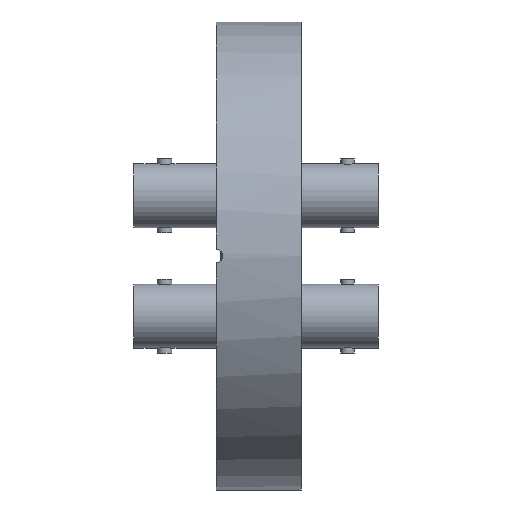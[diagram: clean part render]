
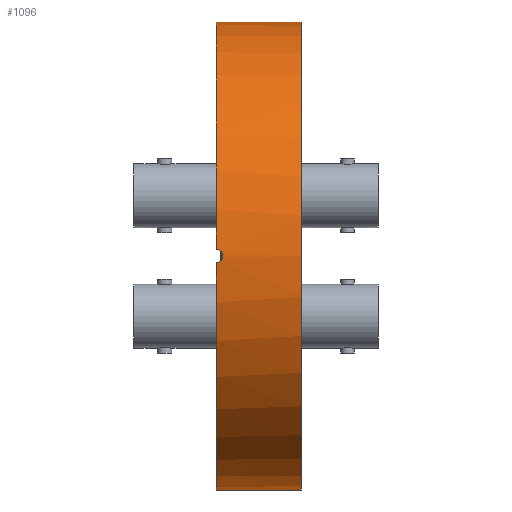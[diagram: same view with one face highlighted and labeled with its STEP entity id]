
A CAD part, left-side view. The second image highlights one B-rep face of the part: STEP entity #1096.
In plain terms, the highlighted cylindrical face has radius 34.95 mm (diameter 69.9 mm), a partial arc.
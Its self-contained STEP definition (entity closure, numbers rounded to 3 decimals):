
#8 = DIRECTION ( 'NONE',  ( 0., 1., 0. ) ) ;
#25 = CARTESIAN_POINT ( 'NONE',  ( 0., 0., 34.95 ) ) ;
#35 = DIRECTION ( 'NONE',  ( 0., 0., 1. ) ) ;
#61 = VERTEX_POINT ( 'NONE', #2827 ) ;
#407 = ORIENTED_EDGE ( 'NONE', *, *, #2311, .T. ) ;
#504 = CARTESIAN_POINT ( 'NONE',  ( -34.949, -0.974, 0.263 ) ) ;
#536 = CYLINDRICAL_SURFACE ( 'NONE', #1278, 34.95 ) ;
#579 = CIRCLE ( 'NONE', #2105, 34.95 ) ;
#592 = VERTEX_POINT ( 'NONE', #25 ) ;
#606 = VECTOR ( 'NONE', #2452, 1000. ) ;
#620 = VECTOR ( 'NONE', #2686, 1000. ) ;
#628 = ORIENTED_EDGE ( 'NONE', *, *, #2323, .F. ) ;
#698 = CARTESIAN_POINT ( 'NONE',  ( -34.936, 0., 1. ) ) ;
#718 = VERTEX_POINT ( 'NONE', #698 ) ;
#742 = CARTESIAN_POINT ( 'NONE',  ( -34.95, -1., 0.131 ) ) ;
#846 = CARTESIAN_POINT ( 'NONE',  ( -34.936, 0., 1. ) ) ;
#880 = FACE_OUTER_BOUND ( 'NONE', #1572, .T. ) ;
#1061 = VERTEX_POINT ( 'NONE', #1410 ) ;
#1096 = ADVANCED_FACE ( 'NONE', ( #880 ), #536, .T. ) ;
#1125 = CARTESIAN_POINT ( 'NONE',  ( 0., -12.7, 0. ) ) ;
#1278 = AXIS2_PLACEMENT_3D ( 'NONE', #1125, #3266, #1327 ) ;
#1327 = DIRECTION ( 'NONE',  ( 0., 0., 1. ) ) ;
#1334 = B_SPLINE_CURVE_WITH_KNOTS ( 'NONE', 3,
 ( #846, #1389, #1684, #2343, #2481, #2505, #2542, #504, #742, #2884, #3071, #3190, #3381, #3164, #3205, #2471 ),
 .UNSPECIFIED., .F., .F.,
 ( 4, 2, 2, 2, 2, 2, 2, 4 ),
 ( 0., 0., 0.001, 0.001, 0.002, 0.002, 0.002, 0.003 ),
 .UNSPECIFIED. ) ;
#1363 = CARTESIAN_POINT ( 'NONE',  ( 0., -12.7, -34.95 ) ) ;
#1389 = CARTESIAN_POINT ( 'NONE',  ( -34.936, -0.132, 1. ) ) ;
#1410 = CARTESIAN_POINT ( 'NONE',  ( 0., -12.7, 34.95 ) ) ;
#1434 = DIRECTION ( 'NONE',  ( 0., 1., 0. ) ) ;
#1572 = EDGE_LOOP ( 'NONE', ( #3210, #3249, #1998, #628, #407, #3051 ) ) ;
#1580 = CARTESIAN_POINT ( 'NONE',  ( -34.936, 0., -1. ) ) ;
#1612 = EDGE_CURVE ( 'NONE', #61, #3400, #3308, .T. ) ;
#1684 = CARTESIAN_POINT ( 'NONE',  ( -34.936, -0.262, 0.974 ) ) ;
#1730 = CARTESIAN_POINT ( 'NONE',  ( 0., 0., 0. ) ) ;
#1856 = CIRCLE ( 'NONE', #2477, 34.95 ) ;
#1946 = DIRECTION ( 'NONE',  ( 0., 0., 1. ) ) ;
#1981 = AXIS2_PLACEMENT_3D ( 'NONE', #2218, #8, #1946 ) ;
#1998 = ORIENTED_EDGE ( 'NONE', *, *, #2298, .T. ) ;
#2041 = CIRCLE ( 'NONE', #1981, 34.95 ) ;
#2044 = LINE ( 'NONE', #2170, #606 ) ;
#2105 = AXIS2_PLACEMENT_3D ( 'NONE', #1730, #1434, #35 ) ;
#2170 = CARTESIAN_POINT ( 'NONE',  ( 0., -12.7, 34.95 ) ) ;
#2218 = CARTESIAN_POINT ( 'NONE',  ( 0., 0., 0. ) ) ;
#2286 = EDGE_CURVE ( 'NONE', #61, #1061, #1856, .T. ) ;
#2298 = EDGE_CURVE ( 'NONE', #1061, #592, #2044, .T. ) ;
#2311 = EDGE_CURVE ( 'NONE', #718, #3170, #1334, .T. ) ;
#2321 = EDGE_CURVE ( 'NONE', #3400, #3170, #2041, .T. ) ;
#2323 = EDGE_CURVE ( 'NONE', #718, #592, #579, .T. ) ;
#2343 = CARTESIAN_POINT ( 'NONE',  ( -34.939, -0.504, 0.874 ) ) ;
#2452 = DIRECTION ( 'NONE',  ( 0., 1., 0. ) ) ;
#2471 = CARTESIAN_POINT ( 'NONE',  ( -34.936, 0., -1. ) ) ;
#2477 = AXIS2_PLACEMENT_3D ( 'NONE', #2996, #3009, #2681 ) ;
#2481 = CARTESIAN_POINT ( 'NONE',  ( -34.941, -0.615, 0.799 ) ) ;
#2505 = CARTESIAN_POINT ( 'NONE',  ( -34.945, -0.799, 0.615 ) ) ;
#2542 = CARTESIAN_POINT ( 'NONE',  ( -34.947, -0.874, 0.503 ) ) ;
#2681 = DIRECTION ( 'NONE',  ( 0., 0., 1. ) ) ;
#2686 = DIRECTION ( 'NONE',  ( 0., 1., 0. ) ) ;
#2827 = CARTESIAN_POINT ( 'NONE',  ( 0., -12.7, -34.95 ) ) ;
#2884 = CARTESIAN_POINT ( 'NONE',  ( -34.95, -1., -0.13 ) ) ;
#2996 = CARTESIAN_POINT ( 'NONE',  ( 0., -12.7, 0. ) ) ;
#3009 = DIRECTION ( 'NONE',  ( 0., 1., 0. ) ) ;
#3051 = ORIENTED_EDGE ( 'NONE', *, *, #2321, .F. ) ;
#3071 = CARTESIAN_POINT ( 'NONE',  ( -34.949, -0.974, -0.261 ) ) ;
#3164 = CARTESIAN_POINT ( 'NONE',  ( -34.939, -0.521, -0.893 ) ) ;
#3170 = VERTEX_POINT ( 'NONE', #1580 ) ;
#3190 = CARTESIAN_POINT ( 'NONE',  ( -34.947, -0.874, -0.503 ) ) ;
#3205 = CARTESIAN_POINT ( 'NONE',  ( -34.936, -0.264, -1. ) ) ;
#3210 = ORIENTED_EDGE ( 'NONE', *, *, #1612, .F. ) ;
#3249 = ORIENTED_EDGE ( 'NONE', *, *, #2286, .T. ) ;
#3266 = DIRECTION ( 'NONE',  ( 0., 1., 0. ) ) ;
#3308 = LINE ( 'NONE', #1363, #620 ) ;
#3344 = CARTESIAN_POINT ( 'NONE',  ( 0., 0., -34.95 ) ) ;
#3381 = CARTESIAN_POINT ( 'NONE',  ( -34.945, -0.801, -0.613 ) ) ;
#3400 = VERTEX_POINT ( 'NONE', #3344 ) ;
